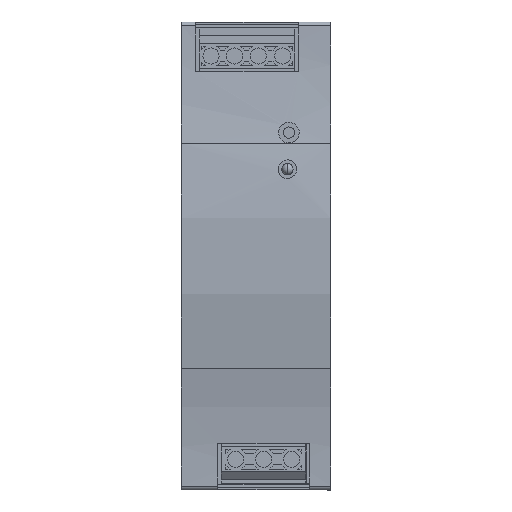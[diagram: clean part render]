
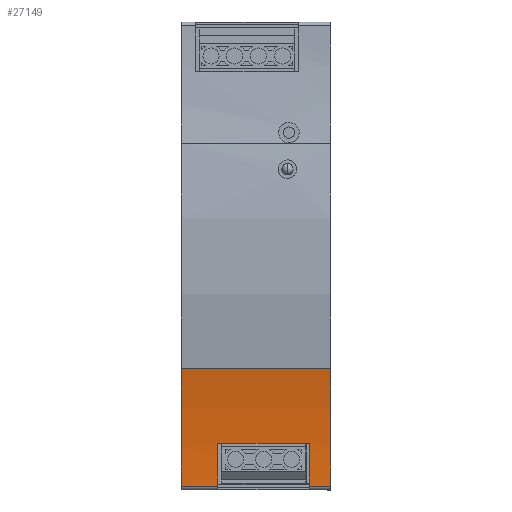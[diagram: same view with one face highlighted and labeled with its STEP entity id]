
A CAD part, left-side view. The second image highlights one B-rep face of the part: STEP entity #27149.
In plain terms, the highlighted cylindrical face has radius 150.414 mm (diameter 300.828 mm), a partial arc.
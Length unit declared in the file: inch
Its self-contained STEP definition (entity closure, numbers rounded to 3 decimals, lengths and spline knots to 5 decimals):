
#887 = DIRECTION ( 'NONE',  ( 0., -1., 0. ) ) ;
#1195 = CARTESIAN_POINT ( 'NONE',  ( -6.23015, 2.07623, -1.89415 ) ) ;
#1813 = EDGE_CURVE ( 'NONE', #32614, #7390, #28347, .T. ) ;
#2025 = DIRECTION ( 'NONE',  ( 0., 1., 0. ) ) ;
#3483 = VECTOR ( 'NONE', #2025, 39.37008 ) ;
#3521 = AXIS2_PLACEMENT_3D ( 'NONE', #1195, #887, #44362 ) ;
#4795 = ORIENTED_EDGE ( 'NONE', *, *, #34120, .F. ) ;
#5772 = ORIENTED_EDGE ( 'NONE', *, *, #48727, .F. ) ;
#6306 = DIRECTION ( 'NONE',  ( 0., -1., 0. ) ) ;
#7136 = AXIS2_PLACEMENT_3D ( 'NONE', #12789, #17217, #35892 ) ;
#7390 = VERTEX_POINT ( 'NONE', #59373 ) ;
#8136 = ORIENTED_EDGE ( 'NONE', *, *, #8606, .F. ) ;
#8159 = VERTEX_POINT ( 'NONE', #16029 ) ;
#8606 = EDGE_CURVE ( 'NONE', #34844, #32195, #53736, .T. ) ;
#11581 = DIRECTION ( 'NONE',  ( 0., 0., -1. ) ) ;
#11633 = VERTEX_POINT ( 'NONE', #20025 ) ;
#11725 = CARTESIAN_POINT ( 'NONE',  ( -0.30863, 2.07623, -1.95237 ) ) ;
#12727 = VERTEX_POINT ( 'NONE', #42203 ) ;
#12789 = CARTESIAN_POINT ( 'NONE',  ( -6.23015, 0.50142, -1.89415 ) ) ;
#14136 = EDGE_CURVE ( 'NONE', #12727, #34844, #39933, .T. ) ;
#15773 = CARTESIAN_POINT ( 'NONE',  ( -0.32161, 0.7278, -1.49802 ) ) ;
#16029 = CARTESIAN_POINT ( 'NONE',  ( -0.30863, 1.69237, -1.95237 ) ) ;
#17128 = EDGE_CURVE ( 'NONE', #8159, #25886, #49939, .T. ) ;
#17217 = DIRECTION ( 'NONE',  ( 0., 1., 0. ) ) ;
#20025 = CARTESIAN_POINT ( 'NONE',  ( -0.32161, 1.69237, -1.49802 ) ) ;
#20634 = DIRECTION ( 'NONE',  ( 0., -1., 0. ) ) ;
#20773 = LINE ( 'NONE', #40098, #3483 ) ;
#20938 = DIRECTION ( 'NONE',  ( 0., 0., -1. ) ) ;
#21091 = FACE_OUTER_BOUND ( 'NONE', #59677, .T. ) ;
#21408 = CARTESIAN_POINT ( 'NONE',  ( -0.30863, 0.7278, -1.95237 ) ) ;
#21714 = CYLINDRICAL_SURFACE ( 'NONE', #44572, 5.92181 ) ;
#22938 = VECTOR ( 'NONE', #60433, 39.37008 ) ;
#25395 = CARTESIAN_POINT ( 'NONE',  ( -6.23015, 0.72608, -1.89415 ) ) ;
#25886 = VERTEX_POINT ( 'NONE', #11725 ) ;
#27149 = ADVANCED_FACE ( 'NONE', ( #21091 ), #21714, .F. ) ;
#28347 = CIRCLE ( 'NONE', #60779, 5.92181 ) ;
#30014 = DIRECTION ( 'NONE',  ( 0., 1., 0. ) ) ;
#30370 = ORIENTED_EDGE ( 'NONE', *, *, #1813, .F. ) ;
#30589 = CARTESIAN_POINT ( 'NONE',  ( -6.23015, 0.7278, -1.89415 ) ) ;
#32195 = VERTEX_POINT ( 'NONE', #60386 ) ;
#32614 = VERTEX_POINT ( 'NONE', #61195 ) ;
#34120 = EDGE_CURVE ( 'NONE', #32195, #32614, #20773, .T. ) ;
#34844 = VERTEX_POINT ( 'NONE', #46280 ) ;
#35892 = DIRECTION ( 'NONE',  ( 0., 0., -1. ) ) ;
#36134 = ORIENTED_EDGE ( 'NONE', *, *, #62018, .F. ) ;
#37414 = AXIS2_PLACEMENT_3D ( 'NONE', #47013, #41935, #55899 ) ;
#37594 = EDGE_CURVE ( 'NONE', #25886, #12727, #52113, .T. ) ;
#39933 = LINE ( 'NONE', #40569, #55571 ) ;
#40098 = CARTESIAN_POINT ( 'NONE',  ( -0.30863, 0.7278, -1.95237 ) ) ;
#40569 = CARTESIAN_POINT ( 'NONE',  ( -0.42734, 0.7278, -0.71298 ) ) ;
#41935 = DIRECTION ( 'NONE',  ( 0., 1., 0. ) ) ;
#42203 = CARTESIAN_POINT ( 'NONE',  ( -0.42734, 2.07623, -0.71298 ) ) ;
#44362 = DIRECTION ( 'NONE',  ( 0., 0., -1. ) ) ;
#44572 = AXIS2_PLACEMENT_3D ( 'NONE', #30589, #50582, #11581 ) ;
#46027 = ORIENTED_EDGE ( 'NONE', *, *, #14136, .F. ) ;
#46280 = CARTESIAN_POINT ( 'NONE',  ( -0.42734, 0.50142, -0.71298 ) ) ;
#47013 = CARTESIAN_POINT ( 'NONE',  ( -6.23015, 1.69237, -1.89415 ) ) ;
#48727 = EDGE_CURVE ( 'NONE', #7390, #11633, #59203, .T. ) ;
#49547 = CIRCLE ( 'NONE', #37414, 5.92181 ) ;
#49939 = LINE ( 'NONE', #21408, #22938 ) ;
#50582 = DIRECTION ( 'NONE',  ( 0., -1., 0. ) ) ;
#51558 = ORIENTED_EDGE ( 'NONE', *, *, #17128, .F. ) ;
#52113 = CIRCLE ( 'NONE', #3521, 5.92181 ) ;
#52595 = VECTOR ( 'NONE', #30014, 39.37008 ) ;
#53736 = CIRCLE ( 'NONE', #7136, 5.92181 ) ;
#55571 = VECTOR ( 'NONE', #6306, 39.37008 ) ;
#55899 = DIRECTION ( 'NONE',  ( 0., 0., -1. ) ) ;
#57945 = ORIENTED_EDGE ( 'NONE', *, *, #37594, .F. ) ;
#59203 = LINE ( 'NONE', #15773, #52595 ) ;
#59373 = CARTESIAN_POINT ( 'NONE',  ( -0.32161, 0.72608, -1.49802 ) ) ;
#59677 = EDGE_LOOP ( 'NONE', ( #46027, #57945, #51558, #36134, #5772, #30370, #4795, #8136 ) ) ;
#60386 = CARTESIAN_POINT ( 'NONE',  ( -0.30863, 0.50142, -1.95237 ) ) ;
#60433 = DIRECTION ( 'NONE',  ( 0., 1., 0. ) ) ;
#60779 = AXIS2_PLACEMENT_3D ( 'NONE', #25395, #20634, #20938 ) ;
#61195 = CARTESIAN_POINT ( 'NONE',  ( -0.30863, 0.72608, -1.95237 ) ) ;
#62018 = EDGE_CURVE ( 'NONE', #11633, #8159, #49547, .T. ) ;
